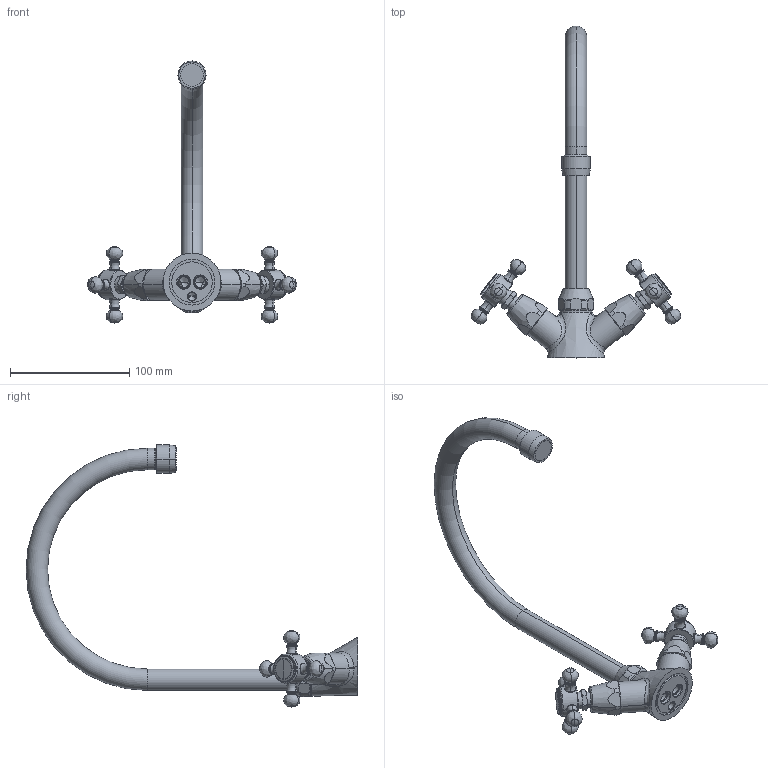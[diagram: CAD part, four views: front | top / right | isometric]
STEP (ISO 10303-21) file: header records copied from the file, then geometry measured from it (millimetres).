
FILE_DESCRIPTION((''),'2;1');
FILE_NAME('VLV180CR','2021-11-11T08:45:32',('ut3'),('PAFFONI SpA'),'CREO PARAMETRIC BY PTC INC, 2020044','CREO PARAMETRIC BY PTC INC, 2020044','');
FILE_SCHEMA(('CONFIG_CONTROL_DESIGN','SHAPE_APPEARANCE_LAYERS_GROUPS'));
Length unit declared in the file: millimetre
Products named in the file (1): VLV180CR
Bounding box: 175.44 x 278.1 x 219.69 mm (x, y, z)
Volume: 207791.7 mm3; surface area: 63920.8 mm2
Topology: 1 solids, 1 shells, 1222 faces, 3226 edges, 2032 vertices
Faces by surface type: plane 564, cylinder 394, cone 108, torus 108, bspline 28, sphere 20
Entity records: 50881 total; most frequent: CARTESIAN_POINT 11590, ORIENTED_EDGE 6396, DIRECTION 6096, EDGE_CURVE 3198, AXIS2_PLACEMENT_3D 2332, VERTEX_POINT 2032, VECTOR 1432, LINE 1432
